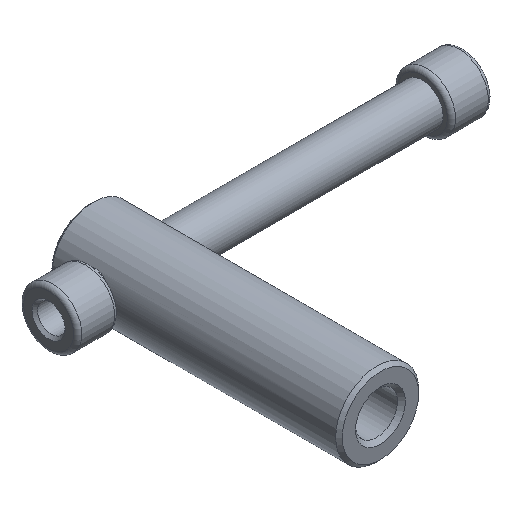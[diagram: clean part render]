
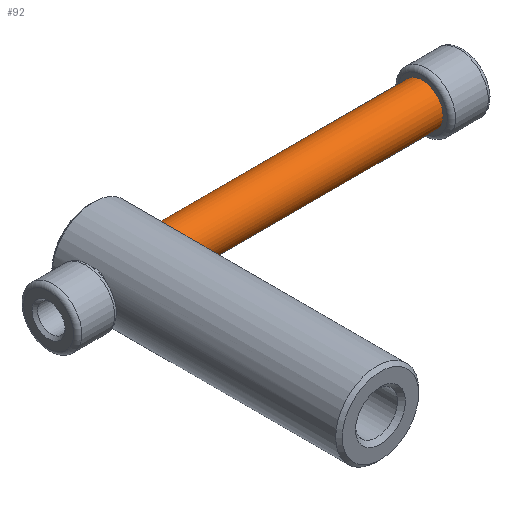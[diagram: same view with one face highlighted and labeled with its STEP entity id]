
A CAD part, isometric view. The second image highlights one B-rep face of the part: STEP entity #92.
In plain terms, the highlighted cylindrical face has radius 5 mm (diameter 10 mm), a full revolution.
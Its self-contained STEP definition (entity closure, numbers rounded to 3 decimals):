
#92 = ADVANCED_FACE( '', ( #202, #203 ), #204, .T. );
#202 = FACE_OUTER_BOUND( '', #312, .T. );
#203 = FACE_OUTER_BOUND( '', #313, .T. );
#204 = CYLINDRICAL_SURFACE( '', #314, 5. );
#312 = EDGE_LOOP( '', ( #458 ) );
#313 = EDGE_LOOP( '', ( #459 ) );
#314 = AXIS2_PLACEMENT_3D( '', #460, #461, #462 );
#458 = ORIENTED_EDGE( '', *, *, #514, .F. );
#459 = ORIENTED_EDGE( '', *, *, #519, .T. );
#460 = CARTESIAN_POINT( '', ( 79.999, 60., 0. ) );
#461 = DIRECTION( '', ( -1., 0., 0. ) );
#462 = DIRECTION( '', ( 0., 0., -1. ) );
#514 = EDGE_CURVE( '', #582, #582, #583, .T. );
#519 = EDGE_CURVE( '', #590, #590, #591, .T. );
#582 = VERTEX_POINT( '', #658 );
#583 = CIRCLE( '', #659, 5. );
#590 = VERTEX_POINT( '', #666 );
#591 = B_SPLINE_CURVE_WITH_KNOTS( '', 3, ( #667, #668, #669, #670, #671, #672, #673, #674, #675, #676, #677, #678, #679, #680, #681, #682, #683, #684, #685, #686, #687, #688, #689, #690, #691, #692, #693, #694, #695, #696, #697, #698, #699, #700, #701, #702, #703, #704, #705, #706, #707, #708, #709, #710, #711, #712, #713, #714, #715, #716, #717, #718, #719, #720, #721, #722, #723, #724, #725, #726, #727, #728, #729, #730, #731, #732, #733, #734, #735, #736, #737, #738, #739, #740, #741, #742 ), .UNSPECIFIED., .T., .F., ( 2, 2, 2, 2, 2, 2, 2, 2, 2, 2, 2, 2, 2, 2, 2, 2, 2, 2, 2, 2, 2, 2, 2, 2, 2, 2, 2, 2, 2, 2, 2, 2, 2, 2, 2, 2, 2, 2, 2, 2 ), ( -0.001, 0., 0.001, 0.002, 0.003, 0.004, 0.005, 0.006, 0.007, 0.008, 0.008, 0.009, 0.01, 0.011, 0.012, 0.013, 0.014, 0.014, 0.015, 0.016, 0.017, 0.018, 0.019, 0.02, 0.021, 0.021, 0.022, 0.023, 0.024, 0.024, 0.025, 0.026, 0.026, 0.027, 0.028, 0.029, 0.03, 0.031, 0.032, 0.033 ), .UNSPECIFIED. );
#658 = CARTESIAN_POINT( '', ( 70.099, 60., -5. ) );
#659 = AXIS2_PLACEMENT_3D( '', #889, #890, #891 );
#666 = CARTESIAN_POINT( '', ( 8.66, 60., -5. ) );
#667 = CARTESIAN_POINT( '', ( 8.66, 59.664, -5. ) );
#668 = CARTESIAN_POINT( '', ( 8.66, 60.336, -5. ) );
#669 = CARTESIAN_POINT( '', ( 8.68, 60.666, -4.966 ) );
#670 = CARTESIAN_POINT( '', ( 8.753, 61.311, -4.836 ) );
#671 = CARTESIAN_POINT( '', ( 8.808, 61.631, -4.738 ) );
#672 = CARTESIAN_POINT( '', ( 8.939, 62.233, -4.486 ) );
#673 = CARTESIAN_POINT( '', ( 9.015, 62.517, -4.332 ) );
#674 = CARTESIAN_POINT( '', ( 9.18, 63.055, -3.971 ) );
#675 = CARTESIAN_POINT( '', ( 9.267, 63.305, -3.766 ) );
#676 = CARTESIAN_POINT( '', ( 9.438, 63.758, -3.313 ) );
#677 = CARTESIAN_POINT( '', ( 9.524, 63.966, -3.063 ) );
#678 = CARTESIAN_POINT( '', ( 9.68, 64.328, -2.524 ) );
#679 = CARTESIAN_POINT( '', ( 9.751, 64.482, -2.24 ) );
#680 = CARTESIAN_POINT( '', ( 9.869, 64.735, -1.64 ) );
#681 = CARTESIAN_POINT( '', ( 9.918, 64.834, -1.32 ) );
#682 = CARTESIAN_POINT( '', ( 9.983, 64.966, -0.672 ) );
#683 = CARTESIAN_POINT( '', ( 10., 64.999, -0.343 ) );
#684 = CARTESIAN_POINT( '', ( 10., 65., 0.156 ) );
#685 = CARTESIAN_POINT( '', ( 9.996, 64.992, 0.325 ) );
#686 = CARTESIAN_POINT( '', ( 9.98, 64.959, 0.657 ) );
#687 = CARTESIAN_POINT( '', ( 9.968, 64.935, 0.821 ) );
#688 = CARTESIAN_POINT( '', ( 9.92, 64.838, 1.306 ) );
#689 = CARTESIAN_POINT( '', ( 9.872, 64.74, 1.624 ) );
#690 = CARTESIAN_POINT( '', ( 9.753, 64.486, 2.232 ) );
#691 = CARTESIAN_POINT( '', ( 9.682, 64.332, 2.517 ) );
#692 = CARTESIAN_POINT( '', ( 9.526, 63.971, 3.055 ) );
#693 = CARTESIAN_POINT( '', ( 9.44, 63.764, 3.307 ) );
#694 = CARTESIAN_POINT( '', ( 9.269, 63.31, 3.761 ) );
#695 = CARTESIAN_POINT( '', ( 9.182, 63.063, 3.965 ) );
#696 = CARTESIAN_POINT( '', ( 9.017, 62.524, 4.328 ) );
#697 = CARTESIAN_POINT( '', ( 8.94, 62.239, 4.482 ) );
#698 = CARTESIAN_POINT( '', ( 8.842, 61.791, 4.671 ) );
#699 = CARTESIAN_POINT( '', ( 8.812, 61.638, 4.727 ) );
#700 = CARTESIAN_POINT( '', ( 8.76, 61.325, 4.824 ) );
#701 = CARTESIAN_POINT( '', ( 8.737, 61.163, 4.866 ) );
#702 = CARTESIAN_POINT( '', ( 8.68, 60.674, 4.966 ) );
#703 = CARTESIAN_POINT( '', ( 8.661, 60.345, 4.999 ) );
#704 = CARTESIAN_POINT( '', ( 8.66, 59.683, 5.001 ) );
#705 = CARTESIAN_POINT( '', ( 8.679, 59.345, 4.968 ) );
#706 = CARTESIAN_POINT( '', ( 8.752, 58.697, 4.838 ) );
#707 = CARTESIAN_POINT( '', ( 8.805, 58.383, 4.743 ) );
#708 = CARTESIAN_POINT( '', ( 8.937, 57.774, 4.489 ) );
#709 = CARTESIAN_POINT( '', ( 9.013, 57.488, 4.335 ) );
#710 = CARTESIAN_POINT( '', ( 9.177, 56.952, 3.977 ) );
#711 = CARTESIAN_POINT( '', ( 9.265, 56.7, 3.77 ) );
#712 = CARTESIAN_POINT( '', ( 9.437, 56.244, 3.316 ) );
#713 = CARTESIAN_POINT( '', ( 9.521, 56.04, 3.069 ) );
#714 = CARTESIAN_POINT( '', ( 9.639, 55.767, 2.667 ) );
#715 = CARTESIAN_POINT( '', ( 9.677, 55.682, 2.526 ) );
#716 = CARTESIAN_POINT( '', ( 9.747, 55.526, 2.239 ) );
#717 = CARTESIAN_POINT( '', ( 9.78, 55.456, 2.092 ) );
#718 = CARTESIAN_POINT( '', ( 9.869, 55.266, 1.642 ) );
#719 = CARTESIAN_POINT( '', ( 9.917, 55.168, 1.329 ) );
#720 = CARTESIAN_POINT( '', ( 9.983, 55.035, 0.675 ) );
#721 = CARTESIAN_POINT( '', ( 10., 55.001, 0.343 ) );
#722 = CARTESIAN_POINT( '', ( 10., 55., -0.154 ) );
#723 = CARTESIAN_POINT( '', ( 9.996, 55.007, -0.32 ) );
#724 = CARTESIAN_POINT( '', ( 9.98, 55.04, -0.652 ) );
#725 = CARTESIAN_POINT( '', ( 9.968, 55.065, -0.819 ) );
#726 = CARTESIAN_POINT( '', ( 9.92, 55.163, -1.308 ) );
#727 = CARTESIAN_POINT( '', ( 9.872, 55.259, -1.622 ) );
#728 = CARTESIAN_POINT( '', ( 9.783, 55.449, -2.078 ) );
#729 = CARTESIAN_POINT( '', ( 9.75, 55.52, -2.227 ) );
#730 = CARTESIAN_POINT( '', ( 9.68, 55.675, -2.515 ) );
#731 = CARTESIAN_POINT( '', ( 9.643, 55.759, -2.654 ) );
#732 = CARTESIAN_POINT( '', ( 9.526, 56.029, -3.056 ) );
#733 = CARTESIAN_POINT( '', ( 9.44, 56.236, -3.307 ) );
#734 = CARTESIAN_POINT( '', ( 9.268, 56.693, -3.764 ) );
#735 = CARTESIAN_POINT( '', ( 9.181, 56.941, -3.968 ) );
#736 = CARTESIAN_POINT( '', ( 9.017, 57.475, -4.328 ) );
#737 = CARTESIAN_POINT( '', ( 8.939, 57.765, -4.485 ) );
#738 = CARTESIAN_POINT( '', ( 8.808, 58.366, -4.737 ) );
#739 = CARTESIAN_POINT( '', ( 8.755, 58.678, -4.833 ) );
#740 = CARTESIAN_POINT( '', ( 8.681, 59.326, -4.965 ) );
#741 = CARTESIAN_POINT( '', ( 8.66, 59.664, -5. ) );
#742 = CARTESIAN_POINT( '', ( 8.66, 60.336, -5. ) );
#889 = CARTESIAN_POINT( '', ( 70.099, 60., 0. ) );
#890 = DIRECTION( '', ( 1., 0., 0. ) );
#891 = DIRECTION( '', ( 0., 0., -1. ) );
